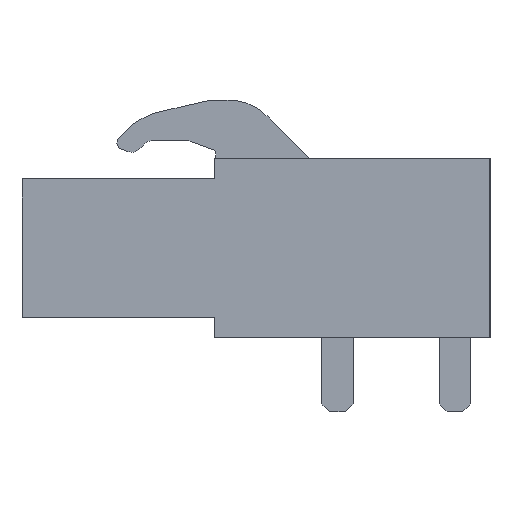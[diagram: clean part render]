
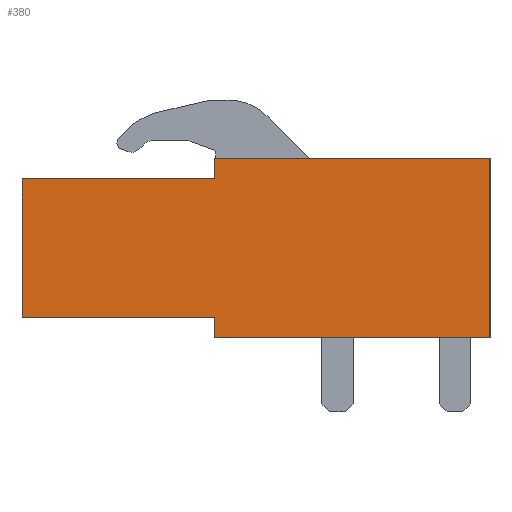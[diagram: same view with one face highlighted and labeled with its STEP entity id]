
A CAD part, left-side view. The second image highlights one B-rep face of the part: STEP entity #380.
In plain terms, the highlighted planar face has unit normal (-1, 0, 0).
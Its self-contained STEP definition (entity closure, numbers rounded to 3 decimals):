
#330=AXIS2_PLACEMENT_3D('Plane Axis2P3D',#327,#328,#329) ;
#40=CARTESIAN_POINT('Vertex',(0.,0.,3.2)) ;
#56=CARTESIAN_POINT('Vertex',(0.,0.,10.95)) ;
#59=CARTESIAN_POINT('Line Origine',(0.,0.,7.075)) ;
#89=CARTESIAN_POINT('Vertex',(0.,20.25,4.075)) ;
#92=CARTESIAN_POINT('Line Origine',(0.,20.25,7.075)) ;
#96=CARTESIAN_POINT('Vertex',(0.,20.25,10.075)) ;
#327=CARTESIAN_POINT('Axis2P3D Location',(0.,0.,3.2)) ;
#332=CARTESIAN_POINT('Line Origine',(0.,16.075,4.075)) ;
#336=CARTESIAN_POINT('Vertex',(0.,11.9,4.075)) ;
#339=CARTESIAN_POINT('Line Origine',(0.,11.9,3.638)) ;
#343=CARTESIAN_POINT('Vertex',(0.,11.9,3.2)) ;
#346=CARTESIAN_POINT('Line Origine',(0.,5.95,3.2)) ;
#351=CARTESIAN_POINT('Line Origine',(0.,5.95,10.95)) ;
#355=CARTESIAN_POINT('Vertex',(0.,11.9,10.95)) ;
#358=CARTESIAN_POINT('Line Origine',(0.,11.9,10.513)) ;
#362=CARTESIAN_POINT('Vertex',(0.,11.9,10.075)) ;
#365=CARTESIAN_POINT('Line Origine',(0.,16.075,10.075)) ;
#60=DIRECTION('Vector Direction',(0.,0.,1.)) ;
#93=DIRECTION('Vector Direction',(0.,0.,1.)) ;
#328=DIRECTION('Axis2P3D Direction',(-1.,0.,0.)) ;
#329=DIRECTION('Axis2P3D XDirection',(0.,0.,1.)) ;
#333=DIRECTION('Vector Direction',(0.,1.,0.)) ;
#340=DIRECTION('Vector Direction',(0.,0.,1.)) ;
#347=DIRECTION('Vector Direction',(0.,1.,0.)) ;
#352=DIRECTION('Vector Direction',(0.,1.,0.)) ;
#359=DIRECTION('Vector Direction',(0.,0.,-1.)) ;
#366=DIRECTION('Vector Direction',(0.,1.,0.)) ;
#61=VECTOR('Line Direction',#60,1.) ;
#94=VECTOR('Line Direction',#93,1.) ;
#334=VECTOR('Line Direction',#333,1.) ;
#341=VECTOR('Line Direction',#340,1.) ;
#348=VECTOR('Line Direction',#347,1.) ;
#353=VECTOR('Line Direction',#352,1.) ;
#360=VECTOR('Line Direction',#359,1.) ;
#367=VECTOR('Line Direction',#366,1.) ;
#371=ORIENTED_EDGE('',*,*,#338,.F.) ;
#372=ORIENTED_EDGE('',*,*,#345,.F.) ;
#373=ORIENTED_EDGE('',*,*,#350,.F.) ;
#374=ORIENTED_EDGE('',*,*,#63,.F.) ;
#375=ORIENTED_EDGE('',*,*,#357,.T.) ;
#376=ORIENTED_EDGE('',*,*,#364,.F.) ;
#377=ORIENTED_EDGE('',*,*,#369,.F.) ;
#378=ORIENTED_EDGE('',*,*,#98,.T.) ;
#380=ADVANCED_FACE('BLL 5.08/12/90 3.2 SN OR 1623040000',(#379),#331,.T.) ;
#63=EDGE_CURVE('',#57,#41,#62,.F.) ;
#98=EDGE_CURVE('',#97,#90,#95,.F.) ;
#338=EDGE_CURVE('',#337,#90,#335,.T.) ;
#345=EDGE_CURVE('',#344,#337,#342,.T.) ;
#350=EDGE_CURVE('',#41,#344,#349,.T.) ;
#357=EDGE_CURVE('',#57,#356,#354,.T.) ;
#364=EDGE_CURVE('',#363,#356,#361,.F.) ;
#369=EDGE_CURVE('',#97,#363,#368,.F.) ;
#370=EDGE_LOOP('',(#371,#372,#373,#374,#375,#376,#377,#378)) ;
#379=FACE_OUTER_BOUND('',#370,.T.) ;
#62=LINE('Line',#59,#61) ;
#95=LINE('Line',#92,#94) ;
#335=LINE('Line',#332,#334) ;
#342=LINE('Line',#339,#341) ;
#349=LINE('Line',#346,#348) ;
#354=LINE('Line',#351,#353) ;
#361=LINE('Line',#358,#360) ;
#368=LINE('Line',#365,#367) ;
#331=PLANE('',#330) ;
#41=VERTEX_POINT('',#40) ;
#57=VERTEX_POINT('',#56) ;
#90=VERTEX_POINT('',#89) ;
#97=VERTEX_POINT('',#96) ;
#337=VERTEX_POINT('',#336) ;
#344=VERTEX_POINT('',#343) ;
#356=VERTEX_POINT('',#355) ;
#363=VERTEX_POINT('',#362) ;
